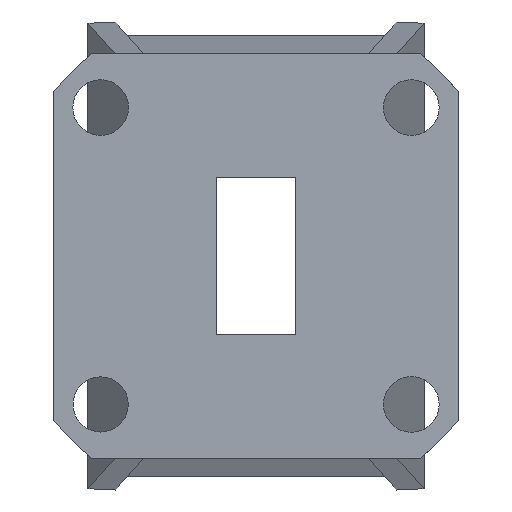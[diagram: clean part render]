
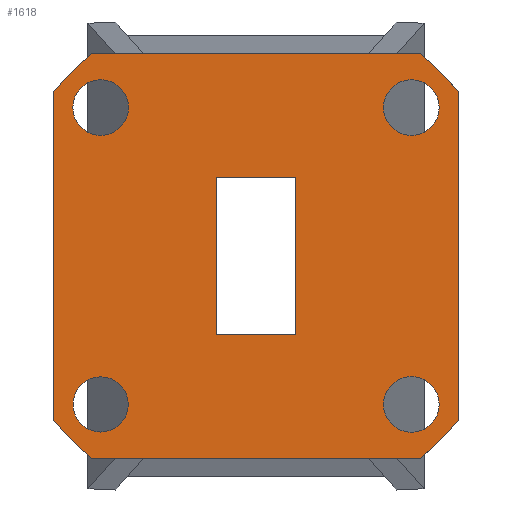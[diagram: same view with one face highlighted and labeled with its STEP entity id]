
A CAD part, left-side view. The second image highlights one B-rep face of the part: STEP entity #1618.
In plain terms, the highlighted planar face has unit normal (-1, 0, 0).
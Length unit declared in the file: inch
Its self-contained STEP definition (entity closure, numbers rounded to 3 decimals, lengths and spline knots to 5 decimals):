
#13 = DIRECTION ( 'NONE',  ( 0., -1., 0. ) ) ;
#16 = CARTESIAN_POINT ( 'NONE',  ( 0., 0.085, 0.17 ) ) ;
#32 = VERTEX_POINT ( 'NONE', #542 ) ;
#44 = VERTEX_POINT ( 'NONE', #1079 ) ;
#48 = VERTEX_POINT ( 'NONE', #2214 ) ;
#56 = EDGE_CURVE ( 'NONE', #44, #1268, #347, .T. ) ;
#57 = ORIENTED_EDGE ( 'NONE', *, *, #699, .F. ) ;
#109 = CIRCLE ( 'NONE', #1163, 0.562 ) ;
#125 = VECTOR ( 'NONE', #2234, 39.37008 ) ;
#174 = AXIS2_PLACEMENT_3D ( 'NONE', #1559, #2111, #491 ) ;
#190 = FACE_BOUND ( 'NONE', #1281, .T. ) ;
#198 = EDGE_LOOP ( 'NONE', ( #817 ) ) ;
#208 = CARTESIAN_POINT ( 'NONE',  ( 0., 0.4375, 0.35276 ) ) ;
#213 = EDGE_CURVE ( 'NONE', #908, #1395, #109, .T. ) ;
#279 = DIRECTION ( 'NONE',  ( 1., 0., 0. ) ) ;
#295 = LINE ( 'NONE', #1008, #786 ) ;
#301 = CARTESIAN_POINT ( 'NONE',  ( 0., 0.085, -0.17 ) ) ;
#305 = DIRECTION ( 'NONE',  ( 0., 1., 0. ) ) ;
#312 = LINE ( 'NONE', #16, #662 ) ;
#347 = LINE ( 'NONE', #1090, #1154 ) ;
#353 = DIRECTION ( 'NONE',  ( 1., 0., 0. ) ) ;
#385 = EDGE_LOOP ( 'NONE', ( #495 ) ) ;
#404 = EDGE_CURVE ( 'NONE', #751, #908, #2042, .T. ) ;
#407 = EDGE_CURVE ( 'NONE', #1268, #2114, #295, .T. ) ;
#425 = VERTEX_POINT ( 'NONE', #2048 ) ;
#444 = CIRCLE ( 'NONE', #1478, 0.562 ) ;
#491 = DIRECTION ( 'NONE',  ( 0., 0., -1. ) ) ;
#495 = ORIENTED_EDGE ( 'NONE', *, *, #2250, .T. ) ;
#496 = CIRCLE ( 'NONE', #820, 0.06 ) ;
#532 = DIRECTION ( 'NONE',  ( 0., 0., 1. ) ) ;
#542 = CARTESIAN_POINT ( 'NONE',  ( 0., 0.35276, 0.4375 ) ) ;
#556 = EDGE_CURVE ( 'NONE', #2204, #2204, #1896, .T. ) ;
#617 = CARTESIAN_POINT ( 'NONE',  ( 0., -0.35276, 0.4375 ) ) ;
#642 = ORIENTED_EDGE ( 'NONE', *, *, #404, .F. ) ;
#647 = EDGE_CURVE ( 'NONE', #900, #1328, #2162, .T. ) ;
#662 = VECTOR ( 'NONE', #1732, 39.37008 ) ;
#665 = EDGE_LOOP ( 'NONE', ( #1667 ) ) ;
#677 = AXIS2_PLACEMENT_3D ( 'NONE', #702, #1590, #1410 ) ;
#699 = EDGE_CURVE ( 'NONE', #1416, #32, #1315, .T. ) ;
#702 = CARTESIAN_POINT ( 'NONE',  ( 0., 0., 0. ) ) ;
#733 = DIRECTION ( 'NONE',  ( 1., 0., 0. ) ) ;
#751 = VERTEX_POINT ( 'NONE', #1864 ) ;
#763 = ORIENTED_EDGE ( 'NONE', *, *, #407, .T. ) ;
#775 = ORIENTED_EDGE ( 'NONE', *, *, #2233, .F. ) ;
#786 = VECTOR ( 'NONE', #305, 39.37008 ) ;
#802 = CARTESIAN_POINT ( 'NONE',  ( 0., 0.335, 0.26 ) ) ;
#805 = EDGE_CURVE ( 'NONE', #2114, #425, #2255, .T. ) ;
#814 = ORIENTED_EDGE ( 'NONE', *, *, #556, .T. ) ;
#815 = VECTOR ( 'NONE', #1170, 39.37008 ) ;
#817 = ORIENTED_EDGE ( 'NONE', *, *, #933, .T. ) ;
#820 = AXIS2_PLACEMENT_3D ( 'NONE', #1110, #1459, #1641 ) ;
#835 = CIRCLE ( 'NONE', #1624, 0.06 ) ;
#848 = DIRECTION ( 'NONE',  ( 1., 0., 0. ) ) ;
#864 = ORIENTED_EDGE ( 'NONE', *, *, #56, .T. ) ;
#882 = FACE_OUTER_BOUND ( 'NONE', #1171, .T. ) ;
#900 = VERTEX_POINT ( 'NONE', #1542 ) ;
#906 = FACE_BOUND ( 'NONE', #665, .T. ) ;
#908 = VERTEX_POINT ( 'NONE', #1745 ) ;
#933 = EDGE_CURVE ( 'NONE', #2031, #2031, #835, .T. ) ;
#958 = DIRECTION ( 'NONE',  ( 0., 0., -1. ) ) ;
#986 = CARTESIAN_POINT ( 'NONE',  ( 0., -0.4375, 0.35276 ) ) ;
#1008 = CARTESIAN_POINT ( 'NONE',  ( 0., -0.085, -0.17 ) ) ;
#1024 = AXIS2_PLACEMENT_3D ( 'NONE', #2181, #733, #1636 ) ;
#1038 = DIRECTION ( 'NONE',  ( 0., 0., -1. ) ) ;
#1049 = CARTESIAN_POINT ( 'NONE',  ( 0., 0.35276, 0.4375 ) ) ;
#1073 = DIRECTION ( 'NONE',  ( 0., 0., -1. ) ) ;
#1079 = CARTESIAN_POINT ( 'NONE',  ( 0., -0.085, 0.17 ) ) ;
#1090 = CARTESIAN_POINT ( 'NONE',  ( 0., -0.085, 0.17 ) ) ;
#1110 = CARTESIAN_POINT ( 'NONE',  ( 0., -0.335, -0.32 ) ) ;
#1127 = CARTESIAN_POINT ( 'NONE',  ( 0., 0.335, -0.3795 ) ) ;
#1145 = DIRECTION ( 'NONE',  ( 0., 0., 1. ) ) ;
#1150 = CARTESIAN_POINT ( 'NONE',  ( 0., 0., 0. ) ) ;
#1154 = VECTOR ( 'NONE', #1073, 39.37008 ) ;
#1163 = AXIS2_PLACEMENT_3D ( 'NONE', #1150, #279, #958 ) ;
#1170 = DIRECTION ( 'NONE',  ( 0., 0., -1. ) ) ;
#1171 = EDGE_LOOP ( 'NONE', ( #1670, #1364, #2153, #642, #775, #1838, #57, #1297 ) ) ;
#1194 = VERTEX_POINT ( 'NONE', #617 ) ;
#1210 = EDGE_CURVE ( 'NONE', #1395, #900, #1934, .T. ) ;
#1220 = FACE_BOUND ( 'NONE', #1454, .T. ) ;
#1237 = CARTESIAN_POINT ( 'NONE',  ( 0., -0.35276, -0.4375 ) ) ;
#1262 = VECTOR ( 'NONE', #1145, 39.37008 ) ;
#1268 = VERTEX_POINT ( 'NONE', #1704 ) ;
#1270 = DIRECTION ( 'NONE',  ( 1., 0., 0. ) ) ;
#1277 = FACE_BOUND ( 'NONE', #385, .T. ) ;
#1281 = EDGE_LOOP ( 'NONE', ( #814 ) ) ;
#1289 = CARTESIAN_POINT ( 'NONE',  ( 0., 0., 0. ) ) ;
#1292 = PLANE ( 'NONE',  #1024 ) ;
#1297 = ORIENTED_EDGE ( 'NONE', *, *, #1403, .F. ) ;
#1315 = CIRCLE ( 'NONE', #677, 0.562 ) ;
#1328 = VERTEX_POINT ( 'NONE', #1921 ) ;
#1364 = ORIENTED_EDGE ( 'NONE', *, *, #1210, .F. ) ;
#1395 = VERTEX_POINT ( 'NONE', #1237 ) ;
#1403 = EDGE_CURVE ( 'NONE', #1328, #1416, #2009, .T. ) ;
#1410 = DIRECTION ( 'NONE',  ( 0., 0., -1. ) ) ;
#1416 = VERTEX_POINT ( 'NONE', #208 ) ;
#1454 = EDGE_LOOP ( 'NONE', ( #1708, #864, #763, #1906 ) ) ;
#1459 = DIRECTION ( 'NONE',  ( 1., 0., 0. ) ) ;
#1478 = AXIS2_PLACEMENT_3D ( 'NONE', #1289, #1270, #1653 ) ;
#1480 = EDGE_CURVE ( 'NONE', #32, #1194, #2126, .T. ) ;
#1514 = CARTESIAN_POINT ( 'NONE',  ( 0., -0.35276, -0.4375 ) ) ;
#1542 = CARTESIAN_POINT ( 'NONE',  ( 0., 0.35276, -0.4375 ) ) ;
#1548 = AXIS2_PLACEMENT_3D ( 'NONE', #1718, #1749, #2105 ) ;
#1559 = CARTESIAN_POINT ( 'NONE',  ( 0., 0.335, -0.32 ) ) ;
#1574 = FACE_BOUND ( 'NONE', #198, .T. ) ;
#1590 = DIRECTION ( 'NONE',  ( 1., 0., 0. ) ) ;
#1600 = CIRCLE ( 'NONE', #174, 0.0595 ) ;
#1603 = VECTOR ( 'NONE', #13, 39.37008 ) ;
#1618 = ADVANCED_FACE ( 'NONE', ( #906, #1277, #1574, #190, #882, #1220 ), #1292, .F. ) ;
#1624 = AXIS2_PLACEMENT_3D ( 'NONE', #2110, #848, #2080 ) ;
#1636 = DIRECTION ( 'NONE',  ( 0., 0., -1. ) ) ;
#1641 = DIRECTION ( 'NONE',  ( 0., 0., -1. ) ) ;
#1653 = DIRECTION ( 'NONE',  ( 0., 0., -1. ) ) ;
#1657 = CARTESIAN_POINT ( 'NONE',  ( 0., -0.335, 0.26 ) ) ;
#1667 = ORIENTED_EDGE ( 'NONE', *, *, #1971, .T. ) ;
#1670 = ORIENTED_EDGE ( 'NONE', *, *, #647, .F. ) ;
#1704 = CARTESIAN_POINT ( 'NONE',  ( 0., -0.085, -0.17 ) ) ;
#1708 = ORIENTED_EDGE ( 'NONE', *, *, #1947, .T. ) ;
#1718 = CARTESIAN_POINT ( 'NONE',  ( 0., -0.335, 0.32 ) ) ;
#1732 = DIRECTION ( 'NONE',  ( 0., -1., 0. ) ) ;
#1745 = CARTESIAN_POINT ( 'NONE',  ( 0., -0.4375, -0.35276 ) ) ;
#1749 = DIRECTION ( 'NONE',  ( 1., 0., 0. ) ) ;
#1780 = VERTEX_POINT ( 'NONE', #1127 ) ;
#1838 = ORIENTED_EDGE ( 'NONE', *, *, #1480, .F. ) ;
#1864 = CARTESIAN_POINT ( 'NONE',  ( 0., -0.4375, 0.35276 ) ) ;
#1896 = CIRCLE ( 'NONE', #1548, 0.06 ) ;
#1906 = ORIENTED_EDGE ( 'NONE', *, *, #805, .T. ) ;
#1909 = VECTOR ( 'NONE', #532, 39.37008 ) ;
#1921 = CARTESIAN_POINT ( 'NONE',  ( 0., 0.4375, -0.35276 ) ) ;
#1934 = LINE ( 'NONE', #1514, #125 ) ;
#1947 = EDGE_CURVE ( 'NONE', #425, #44, #312, .T. ) ;
#1971 = EDGE_CURVE ( 'NONE', #1780, #1780, #1600, .T. ) ;
#1996 = AXIS2_PLACEMENT_3D ( 'NONE', #2136, #353, #1038 ) ;
#2009 = LINE ( 'NONE', #2130, #1909 ) ;
#2031 = VERTEX_POINT ( 'NONE', #802 ) ;
#2042 = LINE ( 'NONE', #986, #815 ) ;
#2048 = CARTESIAN_POINT ( 'NONE',  ( 0., 0.085, 0.17 ) ) ;
#2080 = DIRECTION ( 'NONE',  ( 0., 0., -1. ) ) ;
#2105 = DIRECTION ( 'NONE',  ( 0., 0., -1. ) ) ;
#2110 = CARTESIAN_POINT ( 'NONE',  ( 0., 0.335, 0.32 ) ) ;
#2111 = DIRECTION ( 'NONE',  ( 1., 0., 0. ) ) ;
#2114 = VERTEX_POINT ( 'NONE', #2133 ) ;
#2126 = LINE ( 'NONE', #1049, #1603 ) ;
#2130 = CARTESIAN_POINT ( 'NONE',  ( 0., 0.4375, -0.35276 ) ) ;
#2133 = CARTESIAN_POINT ( 'NONE',  ( 0., 0.085, -0.17 ) ) ;
#2136 = CARTESIAN_POINT ( 'NONE',  ( 0., 0., 0. ) ) ;
#2153 = ORIENTED_EDGE ( 'NONE', *, *, #213, .F. ) ;
#2162 = CIRCLE ( 'NONE', #1996, 0.562 ) ;
#2181 = CARTESIAN_POINT ( 'NONE',  ( 0., 0., 0. ) ) ;
#2204 = VERTEX_POINT ( 'NONE', #1657 ) ;
#2214 = CARTESIAN_POINT ( 'NONE',  ( 0., -0.335, -0.38 ) ) ;
#2233 = EDGE_CURVE ( 'NONE', #1194, #751, #444, .T. ) ;
#2234 = DIRECTION ( 'NONE',  ( 0., 1., 0. ) ) ;
#2250 = EDGE_CURVE ( 'NONE', #48, #48, #496, .T. ) ;
#2255 = LINE ( 'NONE', #301, #1262 ) ;
